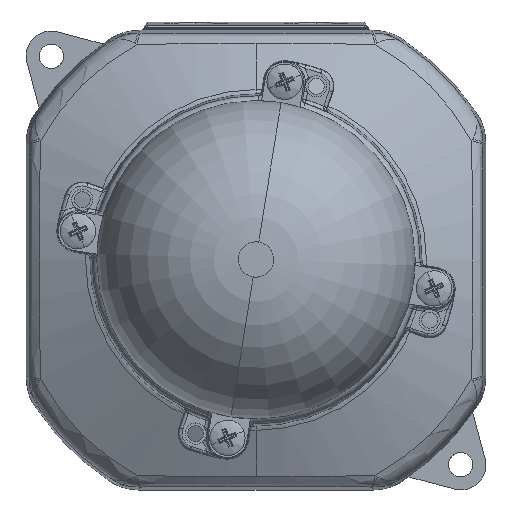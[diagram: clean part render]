
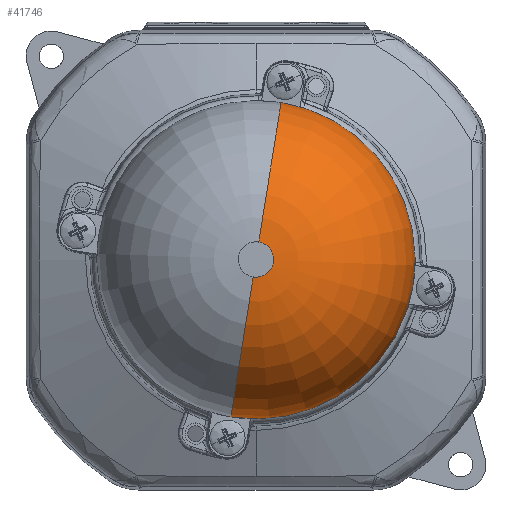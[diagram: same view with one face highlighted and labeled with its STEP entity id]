
A CAD part, top view. The second image highlights one B-rep face of the part: STEP entity #41746.
In plain terms, the highlighted toroidal (fillet/blend) face has major radius 5 mm and minor radius 40 mm.
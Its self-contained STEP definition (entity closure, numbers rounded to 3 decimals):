
#1679 = DIRECTION ( 'NONE',  ( 0.988, -0.158, 0. ) ) ;
#3781 = DIRECTION ( 'NONE',  ( 0., 0., 1. ) ) ;
#5193 = AXIS2_PLACEMENT_3D ( 'NONE', #36187, #3781, #18245 ) ;
#5697 = CIRCLE ( 'NONE', #32123, 40. ) ;
#7386 = AXIS2_PLACEMENT_3D ( 'NONE', #45008, #12543, #26961 ) ;
#8080 = DIRECTION ( 'NONE',  ( 0.158, 0.988, 0. ) ) ;
#8193 = EDGE_CURVE ( 'NONE', #34123, #38161, #25594, .T. ) ;
#8644 = CIRCLE ( 'NONE', #35048, 40. ) ;
#8938 = CARTESIAN_POINT ( 'NONE',  ( 41.656, 27.452, 100.583 ) ) ;
#9621 = ORIENTED_EDGE ( 'NONE', *, *, #8193, .F. ) ;
#10858 = EDGE_CURVE ( 'NONE', #41138, #11118, #34260, .T. ) ;
#11118 = VERTEX_POINT ( 'NONE', #15385 ) ;
#12543 = DIRECTION ( 'NONE',  ( 0., 0., 1. ) ) ;
#13252 = DIRECTION ( 'NONE',  ( -0.988, 0.158, 0. ) ) ;
#13920 = AXIS2_PLACEMENT_3D ( 'NONE', #26074, #40489, #8080 ) ;
#14201 = EDGE_CURVE ( 'NONE', #41138, #38161, #8644, .T. ) ;
#15385 = CARTESIAN_POINT ( 'NONE',  ( 33.781, -21.924, 60.583 ) ) ;
#15506 = CARTESIAN_POINT ( 'NONE',  ( 47.956, 66.953, 60.583 ) ) ;
#15608 = EDGE_LOOP ( 'NONE', ( #45586, #32793, #27119, #9621 ) ) ;
#16123 = DIRECTION ( 'NONE',  ( 0.158, 0.988, 0. ) ) ;
#18245 = DIRECTION ( 'NONE',  ( 0.158, 0.988, 0. ) ) ;
#22952 = FACE_OUTER_BOUND ( 'NONE', #15608, .T. ) ;
#25594 = CIRCLE ( 'NONE', #5193, 5. ) ;
#26074 = CARTESIAN_POINT ( 'NONE',  ( 40.869, 22.515, 60.583 ) ) ;
#26961 = DIRECTION ( 'NONE',  ( 0.158, 0.988, 0. ) ) ;
#27119 = ORIENTED_EDGE ( 'NONE', *, *, #14201, .T. ) ;
#27683 = DIRECTION ( 'NONE',  ( -0.158, -0.988, 0. ) ) ;
#27797 = TOROIDAL_SURFACE ( 'NONE', #7386, 5., 40. ) ;
#32123 = AXIS2_PLACEMENT_3D ( 'NONE', #45712, #13252, #27683 ) ;
#32793 = ORIENTED_EDGE ( 'NONE', *, *, #10858, .F. ) ;
#34045 = CARTESIAN_POINT ( 'NONE',  ( 41.656, 27.452, 60.583 ) ) ;
#34123 = VERTEX_POINT ( 'NONE', #42391 ) ;
#34260 = CIRCLE ( 'NONE', #13920, 45. ) ;
#35048 = AXIS2_PLACEMENT_3D ( 'NONE', #34045, #1679, #16123 ) ;
#36187 = CARTESIAN_POINT ( 'NONE',  ( 40.869, 22.515, 100.583 ) ) ;
#38161 = VERTEX_POINT ( 'NONE', #8938 ) ;
#38796 = EDGE_CURVE ( 'NONE', #11118, #34123, #5697, .T. ) ;
#40489 = DIRECTION ( 'NONE',  ( 0., 0., -1. ) ) ;
#41138 = VERTEX_POINT ( 'NONE', #15506 ) ;
#41746 = ADVANCED_FACE ( 'NONE', ( #22952 ), #27797, .T. ) ;
#42391 = CARTESIAN_POINT ( 'NONE',  ( 40.081, 17.577, 100.583 ) ) ;
#45008 = CARTESIAN_POINT ( 'NONE',  ( 40.869, 22.515, 60.583 ) ) ;
#45586 = ORIENTED_EDGE ( 'NONE', *, *, #38796, .F. ) ;
#45712 = CARTESIAN_POINT ( 'NONE',  ( 40.081, 17.577, 60.583 ) ) ;
